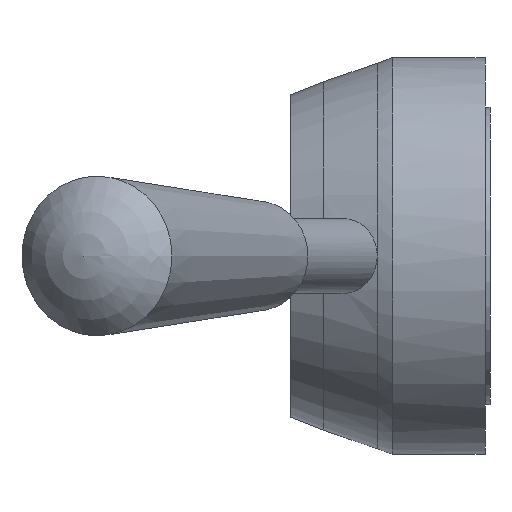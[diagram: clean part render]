
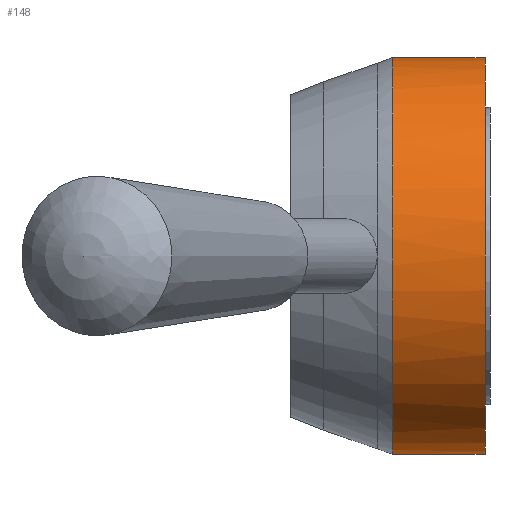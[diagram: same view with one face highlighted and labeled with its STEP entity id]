
A CAD part, left-side view. The second image highlights one B-rep face of the part: STEP entity #148.
In plain terms, the highlighted cylindrical face has radius 39.804 mm (diameter 79.608 mm), a full revolution.
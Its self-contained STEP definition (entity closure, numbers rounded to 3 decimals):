
#100=CYLINDRICAL_SURFACE('',#396,39.804);
#122=FACE_BOUND('',#208,.T.);
#123=FACE_BOUND('',#209,.T.);
#148=ADVANCED_FACE('',(#122,#123),#100,.T.);
#208=EDGE_LOOP('',(#271));
#209=EDGE_LOOP('',(#272));
#239=B_SPLINE_CURVE_WITH_KNOTS('',3,(#632,#633,#634,#635,#636,#637,#638,
#639,#640,#641,#642,#643,#644,#645,#646,#647,#648,#649,#650,#651,#652,#653,
#654,#655,#656,#657,#658,#659,#660,#661,#662,#663,#664,#665),.UNSPECIFIED.,
.T.,.F.,(2,2,2,2,2,2,2,2,2,2,2,2,2,2,2,2,2,2,2),(-0.063,0.,0.063,0.125,
0.188,0.25,0.313,0.375,0.438,0.5,0.563,0.625,0.688,0.75,0.813,0.875,
0.938,1.,1.063),.UNSPECIFIED.);
#271=ORIENTED_EDGE('',*,*,#343,.T.);
#272=ORIENTED_EDGE('',*,*,#344,.F.);
#314=VERTEX_POINT('',#630);
#315=VERTEX_POINT('',#666);
#343=EDGE_CURVE('',#314,#314,#364,.T.);
#344=EDGE_CURVE('',#315,#315,#239,.T.);
#364=CIRCLE('',#394,39.804);
#394=AXIS2_PLACEMENT_3D('',#629,#459,#460);
#396=AXIS2_PLACEMENT_3D('',#667,#463,#464);
#459=DIRECTION('',(0.,1.,0.));
#460=DIRECTION('',(0.,0.,1.));
#463=DIRECTION('',(0.,1.,0.));
#464=DIRECTION('',(0.,0.,1.));
#629=CARTESIAN_POINT('',(386.,223.989,0.));
#630=CARTESIAN_POINT('',(386.,223.989,39.804));
#632=CARTESIAN_POINT('',(380.79,242.465,39.803));
#633=CARTESIAN_POINT('',(391.21,242.465,39.803));
#634=CARTESIAN_POINT('',(396.418,242.465,38.767));
#635=CARTESIAN_POINT('',(406.046,242.465,34.779));
#636=CARTESIAN_POINT('',(410.461,242.465,31.829));
#637=CARTESIAN_POINT('',(417.829,242.465,24.461));
#638=CARTESIAN_POINT('',(420.779,242.465,20.046));
#639=CARTESIAN_POINT('',(424.767,242.465,10.418));
#640=CARTESIAN_POINT('',(425.803,242.465,5.21));
#641=CARTESIAN_POINT('',(425.803,242.465,-5.21));
#642=CARTESIAN_POINT('',(424.767,242.465,-10.418));
#643=CARTESIAN_POINT('',(420.779,242.465,-20.046));
#644=CARTESIAN_POINT('',(417.829,242.465,-24.461));
#645=CARTESIAN_POINT('',(410.461,242.465,-31.829));
#646=CARTESIAN_POINT('',(406.046,242.465,-34.779));
#647=CARTESIAN_POINT('',(396.418,242.465,-38.767));
#648=CARTESIAN_POINT('',(391.21,242.465,-39.803));
#649=CARTESIAN_POINT('',(380.79,242.465,-39.803));
#650=CARTESIAN_POINT('',(375.582,242.465,-38.767));
#651=CARTESIAN_POINT('',(365.954,242.465,-34.779));
#652=CARTESIAN_POINT('',(361.539,242.465,-31.829));
#653=CARTESIAN_POINT('',(354.171,242.465,-24.461));
#654=CARTESIAN_POINT('',(351.221,242.465,-20.046));
#655=CARTESIAN_POINT('',(347.233,242.465,-10.418));
#656=CARTESIAN_POINT('',(346.197,242.465,-5.21));
#657=CARTESIAN_POINT('',(346.197,242.465,5.21));
#658=CARTESIAN_POINT('',(347.233,242.465,10.418));
#659=CARTESIAN_POINT('',(351.221,242.465,20.046));
#660=CARTESIAN_POINT('',(354.171,242.465,24.461));
#661=CARTESIAN_POINT('',(361.539,242.465,31.829));
#662=CARTESIAN_POINT('',(365.954,242.465,34.779));
#663=CARTESIAN_POINT('',(375.582,242.465,38.767));
#664=CARTESIAN_POINT('',(380.79,242.465,39.803));
#665=CARTESIAN_POINT('',(391.21,242.465,39.803));
#666=CARTESIAN_POINT('',(386.,242.465,39.803));
#667=CARTESIAN_POINT('',(386.,269.5,0.));
